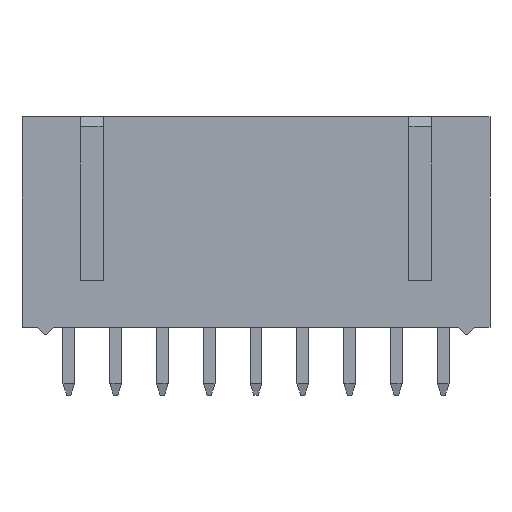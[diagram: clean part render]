
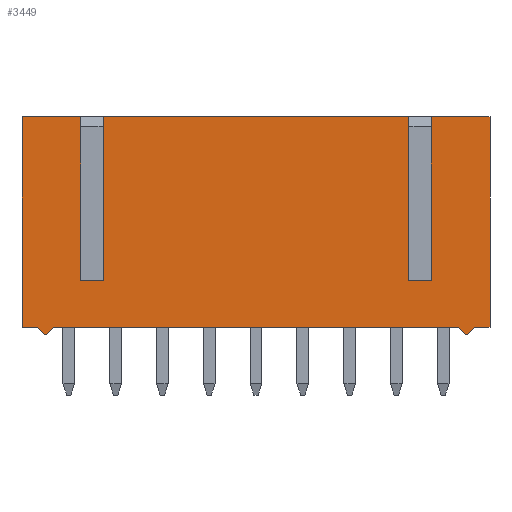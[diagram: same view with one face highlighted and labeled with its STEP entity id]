
A CAD part, front view. The second image highlights one B-rep face of the part: STEP entity #3449.
In plain terms, the highlighted planar face has unit normal (0, -1, 0).
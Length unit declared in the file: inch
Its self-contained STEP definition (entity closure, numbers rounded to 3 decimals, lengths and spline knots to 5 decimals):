
#5=DIRECTION('',(0.,0.,-1.));
#6=VECTOR('',#5,0.45);
#7=CARTESIAN_POINT('',(-0.5,-0.1,0.15));
#8=LINE('',#7,#6);
#509=DIRECTION('',(1.,0.,0.));
#510=VECTOR('',#509,0.0325);
#511=CARTESIAN_POINT('',(-0.5,-0.1,-0.3));
#512=LINE('',#511,#510);
#517=DIRECTION('',(1.,0.,0.));
#518=VECTOR('',#517,0.865);
#519=CARTESIAN_POINT('',(-0.4325,-0.1,-0.3));
#520=LINE('',#519,#518);
#529=DIRECTION('',(1.,0.,0.));
#530=VECTOR('',#529,0.0325);
#531=CARTESIAN_POINT('',(0.4675,-0.1,-0.3));
#532=LINE('',#531,#530);
#681=DIRECTION('',(-1.,0.,0.));
#682=VECTOR('',#681,0.05);
#683=CARTESIAN_POINT('',(-0.325,-0.1,-0.2));
#684=LINE('',#683,#682);
#685=DIRECTION('',(0.,0.,-1.));
#686=VECTOR('',#685,0.35);
#687=CARTESIAN_POINT('',(-0.325,-0.1,0.15));
#688=LINE('',#687,#686);
#689=DIRECTION('',(1.,0.,0.));
#690=VECTOR('',#689,0.65);
#691=CARTESIAN_POINT('',(-0.325,-0.1,0.15));
#692=LINE('',#691,#690);
#693=DIRECTION('',(0.,0.,-1.));
#694=VECTOR('',#693,0.35);
#695=CARTESIAN_POINT('',(0.325,-0.1,0.15));
#696=LINE('',#695,#694);
#697=DIRECTION('',(1.,0.,0.));
#698=VECTOR('',#697,0.05);
#699=CARTESIAN_POINT('',(0.325,-0.1,-0.2));
#700=LINE('',#699,#698);
#701=DIRECTION('',(0.,0.,-1.));
#702=VECTOR('',#701,0.35);
#703=CARTESIAN_POINT('',(0.375,-0.1,0.15));
#704=LINE('',#703,#702);
#705=DIRECTION('',(1.,0.,0.));
#706=VECTOR('',#705,0.125);
#707=CARTESIAN_POINT('',(0.375,-0.1,0.15));
#708=LINE('',#707,#706);
#709=DIRECTION('',(-0.707,0.,-0.707));
#710=VECTOR('',#709,0.02121);
#711=CARTESIAN_POINT('',(0.4675,-0.1,-0.3));
#712=LINE('',#711,#710);
#713=DIRECTION('',(-1.,0.,0.));
#714=VECTOR('',#713,0.005);
#715=CARTESIAN_POINT('',(0.4525,-0.1,-0.315));
#716=LINE('',#715,#714);
#717=DIRECTION('',(-0.707,0.,0.707));
#718=VECTOR('',#717,0.02121);
#719=CARTESIAN_POINT('',(0.4475,-0.1,-0.315));
#720=LINE('',#719,#718);
#721=DIRECTION('',(-0.707,0.,-0.707));
#722=VECTOR('',#721,0.02121);
#723=CARTESIAN_POINT('',(-0.4325,-0.1,-0.3));
#724=LINE('',#723,#722);
#725=DIRECTION('',(-1.,0.,0.));
#726=VECTOR('',#725,0.005);
#727=CARTESIAN_POINT('',(-0.4475,-0.1,-0.315));
#728=LINE('',#727,#726);
#729=DIRECTION('',(-0.707,0.,0.707));
#730=VECTOR('',#729,0.02121);
#731=CARTESIAN_POINT('',(-0.4525,-0.1,-0.315));
#732=LINE('',#731,#730);
#733=DIRECTION('',(1.,0.,0.));
#734=VECTOR('',#733,0.125);
#735=CARTESIAN_POINT('',(-0.5,-0.1,0.15));
#736=LINE('',#735,#734);
#737=DIRECTION('',(0.,0.,-1.));
#738=VECTOR('',#737,0.35);
#739=CARTESIAN_POINT('',(-0.375,-0.1,0.15));
#740=LINE('',#739,#738);
#1033=DIRECTION('',(0.,0.,-1.));
#1034=VECTOR('',#1033,0.45);
#1035=CARTESIAN_POINT('',(0.5,-0.1,0.15));
#1036=LINE('',#1035,#1034);
#2089=CARTESIAN_POINT('',(-0.5,-0.1,0.15));
#2090=CARTESIAN_POINT('',(-0.5,-0.1,-0.3));
#2091=VERTEX_POINT('',#2089);
#2092=VERTEX_POINT('',#2090);
#2095=CARTESIAN_POINT('',(0.5,-0.1,0.15));
#2096=CARTESIAN_POINT('',(0.5,-0.1,-0.3));
#2097=VERTEX_POINT('',#2095);
#2098=VERTEX_POINT('',#2096);
#2173=CARTESIAN_POINT('',(-0.4475,-0.1,-0.315));
#2174=CARTESIAN_POINT('',(-0.4525,-0.1,-0.315));
#2175=VERTEX_POINT('',#2173);
#2176=VERTEX_POINT('',#2174);
#2177=CARTESIAN_POINT('',(0.4525,-0.1,-0.315));
#2178=CARTESIAN_POINT('',(0.4475,-0.1,-0.315));
#2179=VERTEX_POINT('',#2177);
#2180=VERTEX_POINT('',#2178);
#2181=CARTESIAN_POINT('',(-0.4675,-0.1,-0.3));
#2183=VERTEX_POINT('',#2181);
#2185=CARTESIAN_POINT('',(-0.4325,-0.1,-0.3));
#2187=VERTEX_POINT('',#2185);
#2189=CARTESIAN_POINT('',(0.4325,-0.1,-0.3));
#2191=VERTEX_POINT('',#2189);
#2193=CARTESIAN_POINT('',(0.4675,-0.1,-0.3));
#2195=VERTEX_POINT('',#2193);
#2273=CARTESIAN_POINT('',(0.325,-0.1,-0.2));
#2274=CARTESIAN_POINT('',(0.375,-0.1,-0.2));
#2275=VERTEX_POINT('',#2273);
#2276=VERTEX_POINT('',#2274);
#2277=CARTESIAN_POINT('',(0.325,-0.1,0.15));
#2278=VERTEX_POINT('',#2277);
#2279=CARTESIAN_POINT('',(0.375,-0.1,0.15));
#2280=VERTEX_POINT('',#2279);
#2306=CARTESIAN_POINT('',(-0.325,-0.1,-0.2));
#2308=VERTEX_POINT('',#2306);
#2309=CARTESIAN_POINT('',(-0.375,-0.1,-0.2));
#2311=VERTEX_POINT('',#2309);
#2313=CARTESIAN_POINT('',(-0.325,-0.1,0.15));
#2314=VERTEX_POINT('',#2313);
#2315=CARTESIAN_POINT('',(-0.375,-0.1,0.15));
#2316=VERTEX_POINT('',#2315);
#3413=CARTESIAN_POINT('',(-0.5,-0.1,0.15));
#3414=DIRECTION('',(0.,-1.,0.));
#3415=DIRECTION('',(0.,0.,-1.));
#3416=AXIS2_PLACEMENT_3D('',#3413,#3414,#3415);
#3417=PLANE('',#3416);
#3418=ORIENTED_EDGE('',*,*,#2909,.F.);
#3419=ORIENTED_EDGE('',*,*,#2896,.F.);
#3420=ORIENTED_EDGE('',*,*,#2828,.T.);
#3422=ORIENTED_EDGE('',*,*,#3421,.T.);
#3423=ORIENTED_EDGE('',*,*,#2932,.T.);
#3425=ORIENTED_EDGE('',*,*,#3424,.F.);
#3426=ORIENTED_EDGE('',*,*,#2844,.T.);
#3428=ORIENTED_EDGE('',*,*,#3427,.T.);
#3429=ORIENTED_EDGE('',*,*,#3391,.F.);
#3431=ORIENTED_EDGE('',*,*,#3430,.T.);
#3433=ORIENTED_EDGE('',*,*,#3432,.T.);
#3435=ORIENTED_EDGE('',*,*,#3434,.T.);
#3436=ORIENTED_EDGE('',*,*,#3290,.F.);
#3438=ORIENTED_EDGE('',*,*,#3437,.T.);
#3440=ORIENTED_EDGE('',*,*,#3439,.T.);
#3441=ORIENTED_EDGE('',*,*,#3405,.T.);
#3442=ORIENTED_EDGE('',*,*,#3278,.F.);
#3443=ORIENTED_EDGE('',*,*,#2738,.F.);
#3444=ORIENTED_EDGE('',*,*,#2868,.T.);
#3446=ORIENTED_EDGE('',*,*,#3445,.T.);
#3447=EDGE_LOOP('',(#3418,#3419,#3420,#3422,#3423,#3425,#3426,#3428,#3429,#3431,
#3433,#3435,#3436,#3438,#3440,#3441,#3442,#3443,#3444,#3446));
#3448=FACE_OUTER_BOUND('',#3447,.F.);
#3449=ADVANCED_FACE('',(#3448),#3417,.T.);
#2738=EDGE_CURVE('',#2091,#2092,#8,.T.);
#2828=EDGE_CURVE('',#2314,#2278,#692,.T.);
#2844=EDGE_CURVE('',#2280,#2097,#708,.T.);
#2868=EDGE_CURVE('',#2091,#2316,#736,.T.);
#2896=EDGE_CURVE('',#2314,#2308,#688,.T.);
#2909=EDGE_CURVE('',#2308,#2311,#684,.T.);
#2932=EDGE_CURVE('',#2275,#2276,#700,.T.);
#3278=EDGE_CURVE('',#2092,#2183,#512,.T.);
#3290=EDGE_CURVE('',#2187,#2191,#520,.T.);
#3391=EDGE_CURVE('',#2195,#2098,#532,.T.);
#3405=EDGE_CURVE('',#2176,#2183,#732,.T.);
#3421=EDGE_CURVE('',#2278,#2275,#696,.T.);
#3424=EDGE_CURVE('',#2280,#2276,#704,.T.);
#3427=EDGE_CURVE('',#2097,#2098,#1036,.T.);
#3430=EDGE_CURVE('',#2195,#2179,#712,.T.);
#3432=EDGE_CURVE('',#2179,#2180,#716,.T.);
#3434=EDGE_CURVE('',#2180,#2191,#720,.T.);
#3437=EDGE_CURVE('',#2187,#2175,#724,.T.);
#3439=EDGE_CURVE('',#2175,#2176,#728,.T.);
#3445=EDGE_CURVE('',#2316,#2311,#740,.T.);
